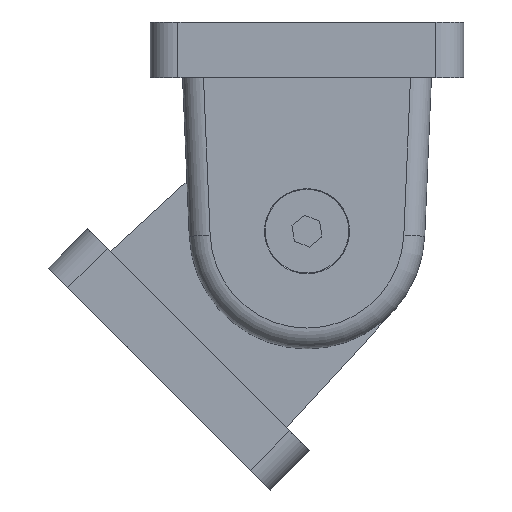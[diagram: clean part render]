
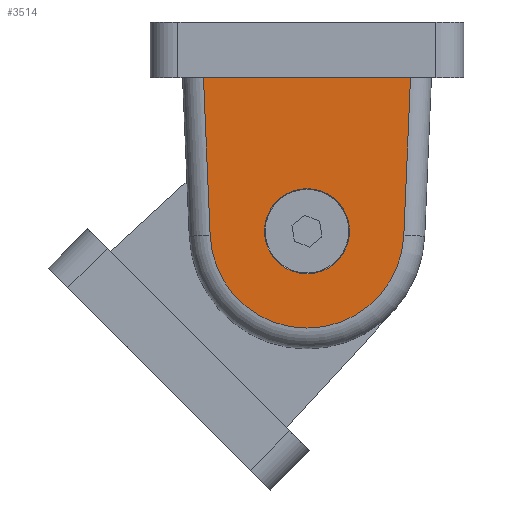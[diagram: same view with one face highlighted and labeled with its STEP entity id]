
A CAD part, front view. The second image highlights one B-rep face of the part: STEP entity #3514.
In plain terms, the highlighted planar face has unit normal (0, -1, 0).
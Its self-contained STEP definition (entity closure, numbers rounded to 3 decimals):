
#138=FACE_BOUND('',#602,.T.);
#164=PLANE('',#3840);
#351=FACE_OUTER_BOUND('',#601,.T.);
#601=EDGE_LOOP('',(#2539,#2540,#2541,#2542));
#602=EDGE_LOOP('',(#2543,#2544));
#872=LINE('',#5642,#1152);
#874=LINE('',#5656,#1154);
#882=LINE('',#5673,#1162);
#1152=VECTOR('',#4389,10.);
#1154=VECTOR('',#4405,10.);
#1162=VECTOR('',#4423,10.);
#1394=CIRCLE('',#3796,6.1);
#1395=CIRCLE('',#3797,6.1);
#1409=CIRCLE('',#3832,13.9);
#1608=VERTEX_POINT('',#5534);
#1609=VERTEX_POINT('',#5535);
#1643=VERTEX_POINT('',#5639);
#1644=VERTEX_POINT('',#5641);
#1647=VERTEX_POINT('',#5648);
#1649=VERTEX_POINT('',#5654);
#1901=EDGE_CURVE('',#1608,#1609,#1394,.T.);
#1902=EDGE_CURVE('',#1609,#1608,#1395,.T.);
#1953=EDGE_CURVE('',#1643,#1644,#872,.T.);
#1957=EDGE_CURVE('',#1647,#1643,#1409,.T.);
#1960=EDGE_CURVE('',#1649,#1647,#874,.T.);
#1969=EDGE_CURVE('',#1644,#1649,#882,.T.);
#2539=ORIENTED_EDGE('',*,*,#1960,.F.);
#2540=ORIENTED_EDGE('',*,*,#1969,.F.);
#2541=ORIENTED_EDGE('',*,*,#1953,.F.);
#2542=ORIENTED_EDGE('',*,*,#1957,.F.);
#2543=ORIENTED_EDGE('',*,*,#1901,.T.);
#2544=ORIENTED_EDGE('',*,*,#1902,.T.);
#3514=ADVANCED_FACE('',(#351,#138),#164,.F.);
#3796=AXIS2_PLACEMENT_3D('',#5536,#4285,#4286);
#3797=AXIS2_PLACEMENT_3D('',#5537,#4287,#4288);
#3832=AXIS2_PLACEMENT_3D('',#5650,#4397,#4398);
#3840=AXIS2_PLACEMENT_3D('',#5672,#4421,#4422);
#4285=DIRECTION('center_axis',(0.,1.,0.));
#4286=DIRECTION('ref_axis',(1.,0.,0.));
#4287=DIRECTION('center_axis',(0.,1.,0.));
#4288=DIRECTION('ref_axis',(1.,0.,0.));
#4389=DIRECTION('',(-0.042,0.,0.999));
#4397=DIRECTION('center_axis',(0.,1.,0.));
#4398=DIRECTION('ref_axis',(0.,0.,-1.));
#4405=DIRECTION('',(-0.042,0.,-0.999));
#4421=DIRECTION('center_axis',(0.,1.,0.));
#4422=DIRECTION('ref_axis',(0.,0.,1.));
#4423=DIRECTION('',(1.,0.,0.));
#5534=CARTESIAN_POINT('',(6.1,-20.,-22.));
#5535=CARTESIAN_POINT('',(-6.1,-20.,-22.));
#5536=CARTESIAN_POINT('Origin',(0.,-20.,-22.));
#5537=CARTESIAN_POINT('Origin',(0.,-20.,-22.));
#5639=CARTESIAN_POINT('',(-13.887,-20.,-22.59));
#5641=CARTESIAN_POINT('',(-14.847,-20.,0.));
#5642=CARTESIAN_POINT('',(-14.036,-20.,-19.089));
#5648=CARTESIAN_POINT('',(13.887,-20.,-22.59));
#5650=CARTESIAN_POINT('Origin',(0.,-20.,-22.));
#5654=CARTESIAN_POINT('',(14.847,-20.,0.));
#5656=CARTESIAN_POINT('',(14.519,-20.,-7.73));
#5672=CARTESIAN_POINT('Origin',(0.,-20.,-14.985));
#5673=CARTESIAN_POINT('',(0.,-20.,0.));
